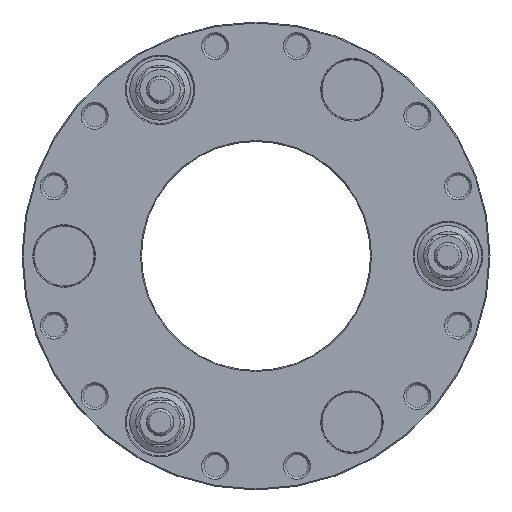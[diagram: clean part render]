
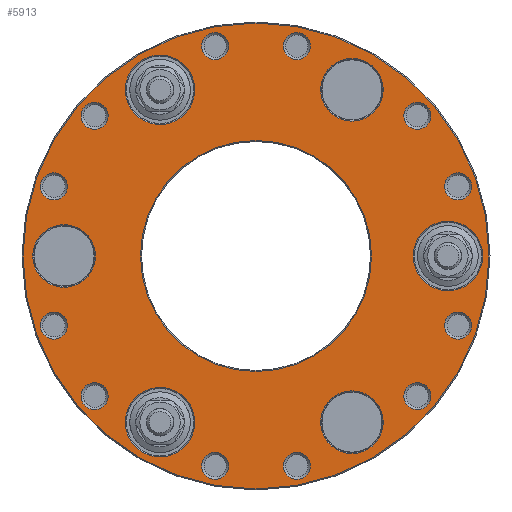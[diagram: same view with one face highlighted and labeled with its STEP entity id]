
A CAD part, left-side view. The second image highlights one B-rep face of the part: STEP entity #5913.
In plain terms, the highlighted planar face has unit normal (-1, 0, 0).
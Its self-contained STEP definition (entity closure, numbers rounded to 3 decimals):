
#391=PLANE('',#6227);
#509=ORIENTED_EDGE('',*,*,#1447,.T.);
#510=ORIENTED_EDGE('',*,*,#1446,.T.);
#511=ORIENTED_EDGE('',*,*,#1455,.T.);
#512=ORIENTED_EDGE('',*,*,#1456,.T.);
#513=ORIENTED_EDGE('',*,*,#1457,.T.);
#514=ORIENTED_EDGE('',*,*,#1458,.T.);
#515=ORIENTED_EDGE('',*,*,#1459,.T.);
#516=ORIENTED_EDGE('',*,*,#1460,.T.);
#517=ORIENTED_EDGE('',*,*,#1461,.T.);
#518=ORIENTED_EDGE('',*,*,#1462,.T.);
#519=ORIENTED_EDGE('',*,*,#1463,.T.);
#520=ORIENTED_EDGE('',*,*,#1464,.T.);
#521=ORIENTED_EDGE('',*,*,#1465,.T.);
#522=ORIENTED_EDGE('',*,*,#1466,.T.);
#523=ORIENTED_EDGE('',*,*,#1449,.T.);
#524=ORIENTED_EDGE('',*,*,#1451,.T.);
#525=ORIENTED_EDGE('',*,*,#1453,.T.);
#526=ORIENTED_EDGE('',*,*,#1467,.T.);
#527=ORIENTED_EDGE('',*,*,#1468,.T.);
#528=ORIENTED_EDGE('',*,*,#1469,.T.);
#1446=EDGE_CURVE('',#1919,#1919,#2285,.T.);
#1447=EDGE_CURVE('',#1920,#1920,#2286,.F.);
#1449=EDGE_CURVE('',#1922,#1922,#2288,.F.);
#1451=EDGE_CURVE('',#1924,#1924,#2290,.F.);
#1453=EDGE_CURVE('',#1926,#1926,#2292,.F.);
#1455=EDGE_CURVE('',#1928,#1928,#2294,.F.);
#1456=EDGE_CURVE('',#1929,#1929,#2295,.F.);
#1457=EDGE_CURVE('',#1930,#1930,#2296,.F.);
#1458=EDGE_CURVE('',#1931,#1931,#2297,.F.);
#1459=EDGE_CURVE('',#1932,#1932,#2298,.F.);
#1460=EDGE_CURVE('',#1933,#1933,#2299,.F.);
#1461=EDGE_CURVE('',#1934,#1934,#2300,.F.);
#1462=EDGE_CURVE('',#1935,#1935,#2301,.F.);
#1463=EDGE_CURVE('',#1936,#1936,#2302,.F.);
#1464=EDGE_CURVE('',#1937,#1937,#2303,.F.);
#1465=EDGE_CURVE('',#1938,#1938,#2304,.F.);
#1466=EDGE_CURVE('',#1939,#1939,#2305,.F.);
#1467=EDGE_CURVE('',#1940,#1940,#2306,.F.);
#1468=EDGE_CURVE('',#1941,#1941,#2307,.F.);
#1469=EDGE_CURVE('',#1942,#1942,#2308,.F.);
#1919=VERTEX_POINT('',#8211);
#1920=VERTEX_POINT('',#8214);
#1922=VERTEX_POINT('',#8219);
#1924=VERTEX_POINT('',#8224);
#1926=VERTEX_POINT('',#8229);
#1928=VERTEX_POINT('',#8234);
#1929=VERTEX_POINT('',#8236);
#1930=VERTEX_POINT('',#8238);
#1931=VERTEX_POINT('',#8240);
#1932=VERTEX_POINT('',#8242);
#1933=VERTEX_POINT('',#8244);
#1934=VERTEX_POINT('',#8246);
#1935=VERTEX_POINT('',#8248);
#1936=VERTEX_POINT('',#8250);
#1937=VERTEX_POINT('',#8252);
#1938=VERTEX_POINT('',#8254);
#1939=VERTEX_POINT('',#8256);
#1940=VERTEX_POINT('',#8258);
#1941=VERTEX_POINT('',#8260);
#1942=VERTEX_POINT('',#8262);
#2285=CIRCLE('',#6214,69.2);
#2286=CIRCLE('',#6216,34.3);
#2288=CIRCLE('',#6219,10.3);
#2290=CIRCLE('',#6222,10.3);
#2292=CIRCLE('',#6225,10.3);
#2294=CIRCLE('',#6228,4.024);
#2295=CIRCLE('',#6229,4.024);
#2296=CIRCLE('',#6230,4.024);
#2297=CIRCLE('',#6231,4.024);
#2298=CIRCLE('',#6232,4.024);
#2299=CIRCLE('',#6233,4.024);
#2300=CIRCLE('',#6234,4.024);
#2301=CIRCLE('',#6235,4.024);
#2302=CIRCLE('',#6236,4.024);
#2303=CIRCLE('',#6237,4.024);
#2304=CIRCLE('',#6238,4.024);
#2305=CIRCLE('',#6239,4.024);
#2306=CIRCLE('',#6240,9.3);
#2307=CIRCLE('',#6241,9.3);
#2308=CIRCLE('',#6242,9.3);
#2623=EDGE_LOOP('',(#509));
#2624=EDGE_LOOP('',(#510));
#2625=EDGE_LOOP('',(#511));
#2626=EDGE_LOOP('',(#512));
#2627=EDGE_LOOP('',(#513));
#2628=EDGE_LOOP('',(#514));
#2629=EDGE_LOOP('',(#515));
#2630=EDGE_LOOP('',(#516));
#2631=EDGE_LOOP('',(#517));
#2632=EDGE_LOOP('',(#518));
#2633=EDGE_LOOP('',(#519));
#2634=EDGE_LOOP('',(#520));
#2635=EDGE_LOOP('',(#521));
#2636=EDGE_LOOP('',(#522));
#2637=EDGE_LOOP('',(#523));
#2638=EDGE_LOOP('',(#524));
#2639=EDGE_LOOP('',(#525));
#2640=EDGE_LOOP('',(#526));
#2641=EDGE_LOOP('',(#527));
#2642=EDGE_LOOP('',(#528));
#3185=FACE_BOUND('',#2623,.T.);
#3186=FACE_BOUND('',#2624,.T.);
#3187=FACE_BOUND('',#2625,.T.);
#3188=FACE_BOUND('',#2626,.T.);
#3189=FACE_BOUND('',#2627,.T.);
#3190=FACE_BOUND('',#2628,.T.);
#3191=FACE_BOUND('',#2629,.T.);
#3192=FACE_BOUND('',#2630,.T.);
#3193=FACE_BOUND('',#2631,.T.);
#3194=FACE_BOUND('',#2632,.T.);
#3195=FACE_BOUND('',#2633,.T.);
#3196=FACE_BOUND('',#2634,.T.);
#3197=FACE_BOUND('',#2635,.T.);
#3198=FACE_BOUND('',#2636,.T.);
#3199=FACE_BOUND('',#2637,.T.);
#3200=FACE_BOUND('',#2638,.T.);
#3201=FACE_BOUND('',#2639,.T.);
#3202=FACE_BOUND('',#2640,.T.);
#3203=FACE_BOUND('',#2641,.T.);
#3204=FACE_BOUND('',#2642,.T.);
#5913=ADVANCED_FACE('',(#3185,#3186,#3187,#3188,#3189,#3190,#3191,#3192,
#3193,#3194,#3195,#3196,#3197,#3198,#3199,#3200,#3201,#3202,#3203,#3204),
#391,.T.);
#6214=AXIS2_PLACEMENT_3D('',#8210,#6846,#6847);
#6216=AXIS2_PLACEMENT_3D('',#8213,#6850,#6851);
#6219=AXIS2_PLACEMENT_3D('',#8218,#6856,#6857);
#6222=AXIS2_PLACEMENT_3D('',#8223,#6862,#6863);
#6225=AXIS2_PLACEMENT_3D('',#8228,#6868,#6869);
#6227=AXIS2_PLACEMENT_3D('',#8232,#6872,#6873);
#6228=AXIS2_PLACEMENT_3D('',#8233,#6874,#6875);
#6229=AXIS2_PLACEMENT_3D('',#8235,#6876,#6877);
#6230=AXIS2_PLACEMENT_3D('',#8237,#6878,#6879);
#6231=AXIS2_PLACEMENT_3D('',#8239,#6880,#6881);
#6232=AXIS2_PLACEMENT_3D('',#8241,#6882,#6883);
#6233=AXIS2_PLACEMENT_3D('',#8243,#6884,#6885);
#6234=AXIS2_PLACEMENT_3D('',#8245,#6886,#6887);
#6235=AXIS2_PLACEMENT_3D('',#8247,#6888,#6889);
#6236=AXIS2_PLACEMENT_3D('',#8249,#6890,#6891);
#6237=AXIS2_PLACEMENT_3D('',#8251,#6892,#6893);
#6238=AXIS2_PLACEMENT_3D('',#8253,#6894,#6895);
#6239=AXIS2_PLACEMENT_3D('',#8255,#6896,#6897);
#6240=AXIS2_PLACEMENT_3D('',#8257,#6898,#6899);
#6241=AXIS2_PLACEMENT_3D('',#8259,#6900,#6901);
#6242=AXIS2_PLACEMENT_3D('',#8261,#6902,#6903);
#6846=DIRECTION('',(-1.,0.,0.));
#6847=DIRECTION('',(0.,-1.,0.));
#6850=DIRECTION('',(-1.,0.,0.));
#6851=DIRECTION('',(0.,-1.,0.));
#6856=DIRECTION('',(-1.,0.,0.));
#6857=DIRECTION('',(0.,-1.,0.));
#6862=DIRECTION('',(-1.,0.,0.));
#6863=DIRECTION('',(0.,-1.,0.));
#6868=DIRECTION('',(-1.,0.,0.));
#6869=DIRECTION('',(0.,-1.,0.));
#6872=DIRECTION('',(-1.,0.,0.));
#6873=DIRECTION('',(0.,-1.,0.));
#6874=DIRECTION('',(-1.,0.,0.));
#6875=DIRECTION('',(0.,-0.5,-0.866));
#6876=DIRECTION('',(-1.,0.,0.));
#6877=DIRECTION('',(0.,-0.5,-0.866));
#6878=DIRECTION('',(-1.,0.,0.));
#6879=DIRECTION('',(0.,0.5,-0.866));
#6880=DIRECTION('',(-1.,0.,0.));
#6881=DIRECTION('',(0.,0.5,-0.866));
#6882=DIRECTION('',(-1.,0.,0.));
#6883=DIRECTION('',(0.,1.,0.));
#6884=DIRECTION('',(-1.,0.,0.));
#6885=DIRECTION('',(0.,1.,0.));
#6886=DIRECTION('',(-1.,0.,0.));
#6887=DIRECTION('',(0.,0.5,0.866));
#6888=DIRECTION('',(-1.,0.,0.));
#6889=DIRECTION('',(0.,0.5,0.866));
#6890=DIRECTION('',(-1.,0.,0.));
#6891=DIRECTION('',(0.,-0.5,0.866));
#6892=DIRECTION('',(-1.,0.,0.));
#6893=DIRECTION('',(0.,-0.5,0.866));
#6894=DIRECTION('',(-1.,0.,0.));
#6895=DIRECTION('',(0.,-1.,0.));
#6896=DIRECTION('',(-1.,0.,0.));
#6897=DIRECTION('',(0.,-1.,0.));
#6898=DIRECTION('',(-1.,0.,0.));
#6899=DIRECTION('',(0.,-1.,0.));
#6900=DIRECTION('',(-1.,0.,0.));
#6901=DIRECTION('',(0.,-1.,0.));
#6902=DIRECTION('',(-1.,0.,0.));
#6903=DIRECTION('',(0.,-1.,0.));
#8210=CARTESIAN_POINT('',(0.55,0.,0.));
#8211=CARTESIAN_POINT('',(0.55,-69.2,0.));
#8213=CARTESIAN_POINT('',(0.55,0.,0.));
#8214=CARTESIAN_POINT('',(0.55,-34.3,0.));
#8218=CARTESIAN_POINT('',(0.55,28.5,-49.363));
#8219=CARTESIAN_POINT('',(0.55,18.2,-49.363));
#8223=CARTESIAN_POINT('',(0.55,-57.,0.));
#8224=CARTESIAN_POINT('',(0.55,-67.3,0.));
#8228=CARTESIAN_POINT('',(0.55,28.5,49.363));
#8229=CARTESIAN_POINT('',(0.55,18.2,49.363));
#8232=CARTESIAN_POINT('',(0.55,0.,0.));
#8233=CARTESIAN_POINT('',(0.55,12.116,62.333));
#8234=CARTESIAN_POINT('',(0.55,10.105,58.849));
#8235=CARTESIAN_POINT('',(0.55,-12.116,62.333));
#8236=CARTESIAN_POINT('',(0.55,-14.128,58.849));
#8237=CARTESIAN_POINT('',(0.55,-47.924,41.66));
#8238=CARTESIAN_POINT('',(0.55,-45.912,38.175));
#8239=CARTESIAN_POINT('',(0.55,-60.04,20.674));
#8240=CARTESIAN_POINT('',(0.55,-58.029,17.189));
#8241=CARTESIAN_POINT('',(0.55,-60.04,-20.674));
#8242=CARTESIAN_POINT('',(0.55,-56.017,-20.674));
#8243=CARTESIAN_POINT('',(0.55,-47.924,-41.66));
#8244=CARTESIAN_POINT('',(0.55,-43.901,-41.66));
#8245=CARTESIAN_POINT('',(0.55,-12.116,-62.333));
#8246=CARTESIAN_POINT('',(0.55,-10.105,-58.849));
#8247=CARTESIAN_POINT('',(0.55,12.116,-62.333));
#8248=CARTESIAN_POINT('',(0.55,14.128,-58.849));
#8249=CARTESIAN_POINT('',(0.55,47.924,-41.66));
#8250=CARTESIAN_POINT('',(0.55,45.912,-38.175));
#8251=CARTESIAN_POINT('',(0.55,60.04,-20.674));
#8252=CARTESIAN_POINT('',(0.55,58.029,-17.189));
#8253=CARTESIAN_POINT('',(0.55,47.924,41.66));
#8254=CARTESIAN_POINT('',(0.55,43.901,41.66));
#8255=CARTESIAN_POINT('',(0.55,60.04,20.674));
#8256=CARTESIAN_POINT('',(0.55,56.017,20.674));
#8257=CARTESIAN_POINT('',(0.55,-28.5,-49.363));
#8258=CARTESIAN_POINT('',(0.55,-37.8,-49.363));
#8259=CARTESIAN_POINT('',(0.55,-28.5,49.363));
#8260=CARTESIAN_POINT('',(0.55,-37.8,49.363));
#8261=CARTESIAN_POINT('',(0.55,57.,0.));
#8262=CARTESIAN_POINT('',(0.55,47.7,0.));
